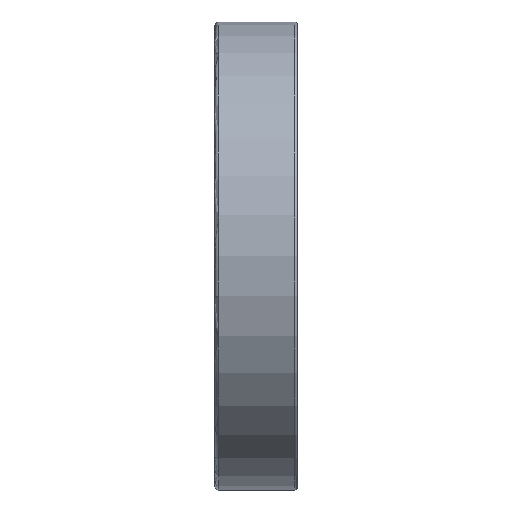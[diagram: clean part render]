
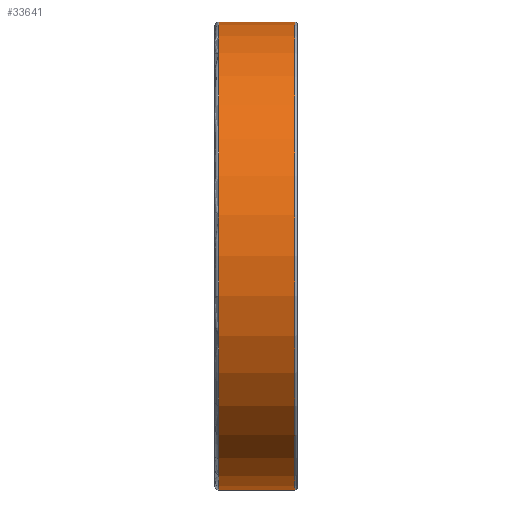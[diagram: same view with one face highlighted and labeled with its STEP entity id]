
A CAD part, top view. The second image highlights one B-rep face of the part: STEP entity #33641.
In plain terms, the highlighted cylindrical face has radius 62.5 mm (diameter 125 mm), a partial arc.
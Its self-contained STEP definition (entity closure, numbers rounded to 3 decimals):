
#23558=DIRECTION('',(-1.,0.,0.));
#23559=VECTOR('',#23558,20.3);
#23560=CARTESIAN_POINT('',(10.4,62.5,0.));
#23561=LINE('',#23560,#23559);
#23565=DIRECTION('',(-1.,0.,0.));
#23566=VECTOR('',#23565,20.3);
#23567=CARTESIAN_POINT('',(10.4,-62.5,0.));
#23568=LINE('',#23567,#23566);
#23580=CARTESIAN_POINT('',(10.4,0.,0.));
#23581=DIRECTION('',(1.,0.,0.));
#23582=DIRECTION('',(0.,1.,0.));
#23583=AXIS2_PLACEMENT_3D('',#23580,#23581,#23582);
#23588=CARTESIAN_POINT('',(-9.9,0.,0.));
#23589=DIRECTION('',(1.,0.,0.));
#23590=DIRECTION('',(0.,1.,0.));
#23591=AXIS2_PLACEMENT_3D('',#23588,#23589,#23590);
#30629=CARTESIAN_POINT('',(10.4,62.5,0.));
#30630=CARTESIAN_POINT('',(-9.9,62.5,0.));
#30631=VERTEX_POINT('',#30629);
#30632=VERTEX_POINT('',#30630);
#30641=CARTESIAN_POINT('',(10.4,-62.5,0.));
#30642=CARTESIAN_POINT('',(-9.9,-62.5,0.));
#30643=VERTEX_POINT('',#30641);
#30644=VERTEX_POINT('',#30642);
#33629=CARTESIAN_POINT('',(-12.1,0.,0.));
#33630=DIRECTION('',(1.,0.,0.));
#33631=DIRECTION('',(0.,-1.,0.));
#33632=AXIS2_PLACEMENT_3D('',#33629,#33630,#33631);
#33633=CYLINDRICAL_SURFACE('',#33632,62.5);
#33634=ORIENTED_EDGE('',*,*,#33619,.F.);
#33635=ORIENTED_EDGE('',*,*,#33596,.T.);
#33636=ORIENTED_EDGE('',*,*,#33623,.T.);
#33638=ORIENTED_EDGE('',*,*,#33637,.F.);
#33639=EDGE_LOOP('',(#33634,#33635,#33636,#33638));
#33640=FACE_OUTER_BOUND('',#33639,.F.);
#23584=CIRCLE('',#23583,62.5);
#23592=CIRCLE('',#23591,62.5);
#33596=EDGE_CURVE('',#30631,#30643,#23584,.T.);
#33619=EDGE_CURVE('',#30631,#30632,#23561,.T.);
#33623=EDGE_CURVE('',#30643,#30644,#23568,.T.);
#33637=EDGE_CURVE('',#30632,#30644,#23592,.T.);
#33641=ADVANCED_FACE('',(#33640),#33633,.T.);
